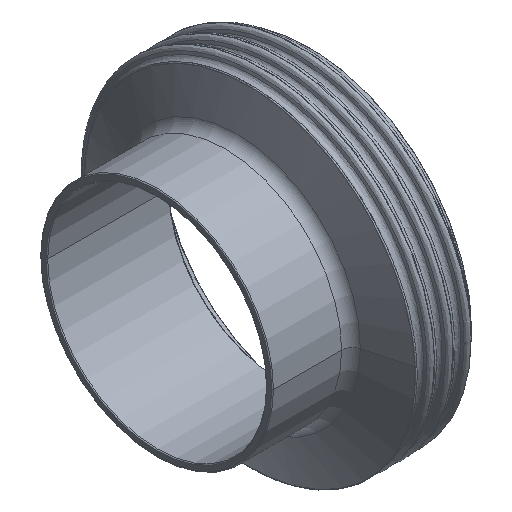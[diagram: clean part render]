
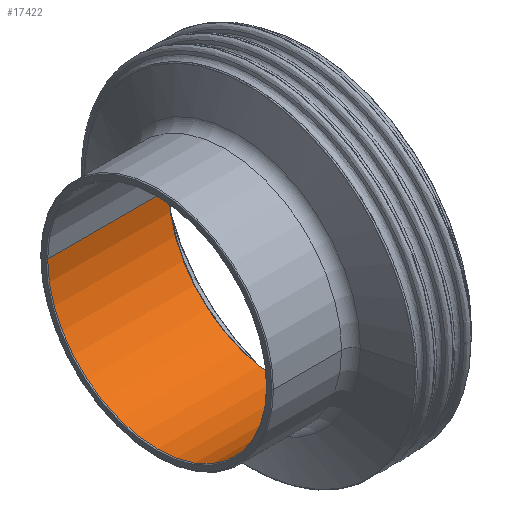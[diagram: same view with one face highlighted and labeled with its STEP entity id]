
A CAD part, isometric view. The second image highlights one B-rep face of the part: STEP entity #17422.
In plain terms, the highlighted cylindrical face has radius 25 mm (diameter 50 mm), a partial arc.
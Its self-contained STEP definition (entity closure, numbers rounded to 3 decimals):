
#60 = DIRECTION ( 'NONE',  ( 1., 0., 0. ) ) ;
#778 = VECTOR ( 'NONE', #19999, 1000. ) ;
#1739 = CARTESIAN_POINT ( 'NONE',  ( -34.8, -25., 0. ) ) ;
#2243 = VECTOR ( 'NONE', #60, 1000. ) ;
#3241 = CARTESIAN_POINT ( 'NONE',  ( -34.8, 25., 0. ) ) ;
#3271 = DIRECTION ( 'NONE',  ( 0., -1., 0. ) ) ;
#3707 = CYLINDRICAL_SURFACE ( 'NONE', #17888, 25. ) ;
#3817 = ORIENTED_EDGE ( 'NONE', *, *, #12744, .T. ) ;
#4159 = AXIS2_PLACEMENT_3D ( 'NONE', #9363, #16993, #20381 ) ;
#4553 = EDGE_CURVE ( 'NONE', #23671, #23845, #15047, .T. ) ;
#5081 = CARTESIAN_POINT ( 'NONE',  ( 0., 0., 0. ) ) ;
#6906 = CARTESIAN_POINT ( 'NONE',  ( -34.8, 0., 0. ) ) ;
#7284 = CIRCLE ( 'NONE', #13905, 25. ) ;
#8400 = ORIENTED_EDGE ( 'NONE', *, *, #4553, .T. ) ;
#8479 = DIRECTION ( 'NONE',  ( 1., 0., 0. ) ) ;
#8604 = CARTESIAN_POINT ( 'NONE',  ( -7.2, -25., 0. ) ) ;
#8767 = CARTESIAN_POINT ( 'NONE',  ( -7.2, 25., 0. ) ) ;
#9216 = VERTEX_POINT ( 'NONE', #3241 ) ;
#9363 = CARTESIAN_POINT ( 'NONE',  ( -7.2, 0., 0. ) ) ;
#10107 = LINE ( 'NONE', #16558, #778 ) ;
#10398 = FACE_OUTER_BOUND ( 'NONE', #14763, .T. ) ;
#11932 = EDGE_CURVE ( 'NONE', #23845, #14039, #19512, .T. ) ;
#12744 = EDGE_CURVE ( 'NONE', #9216, #23671, #7284, .T. ) ;
#13905 = AXIS2_PLACEMENT_3D ( 'NONE', #6906, #21751, #3271 ) ;
#14039 = VERTEX_POINT ( 'NONE', #8767 ) ;
#14763 = EDGE_LOOP ( 'NONE', ( #3817, #8400, #19899, #18105 ) ) ;
#15047 = LINE ( 'NONE', #19472, #2243 ) ;
#16558 = CARTESIAN_POINT ( 'NONE',  ( 0., 25., 0. ) ) ;
#16993 = DIRECTION ( 'NONE',  ( 1., 0., 0. ) ) ;
#17422 = ADVANCED_FACE ( 'NONE', ( #10398 ), #3707, .F. ) ;
#17640 = EDGE_CURVE ( 'NONE', #9216, #14039, #10107, .T. ) ;
#17888 = AXIS2_PLACEMENT_3D ( 'NONE', #5081, #8479, #18080 ) ;
#18080 = DIRECTION ( 'NONE',  ( 0., 1., 0. ) ) ;
#18105 = ORIENTED_EDGE ( 'NONE', *, *, #17640, .F. ) ;
#19472 = CARTESIAN_POINT ( 'NONE',  ( 0., -25., 0. ) ) ;
#19512 = CIRCLE ( 'NONE', #4159, 25. ) ;
#19899 = ORIENTED_EDGE ( 'NONE', *, *, #11932, .T. ) ;
#19999 = DIRECTION ( 'NONE',  ( 1., 0., 0. ) ) ;
#20381 = DIRECTION ( 'NONE',  ( 0., 1., 0. ) ) ;
#21751 = DIRECTION ( 'NONE',  ( -1., 0., 0. ) ) ;
#23671 = VERTEX_POINT ( 'NONE', #1739 ) ;
#23845 = VERTEX_POINT ( 'NONE', #8604 ) ;
